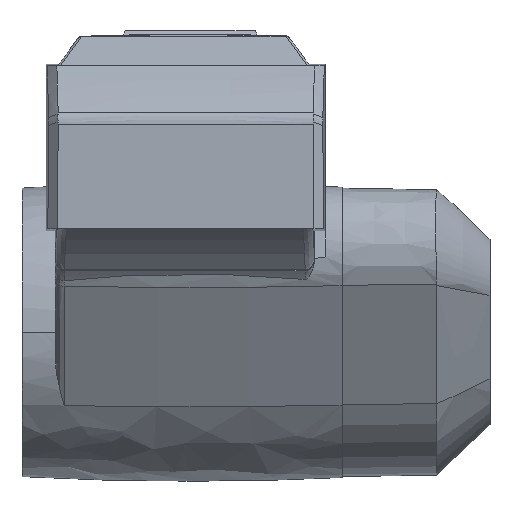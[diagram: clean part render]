
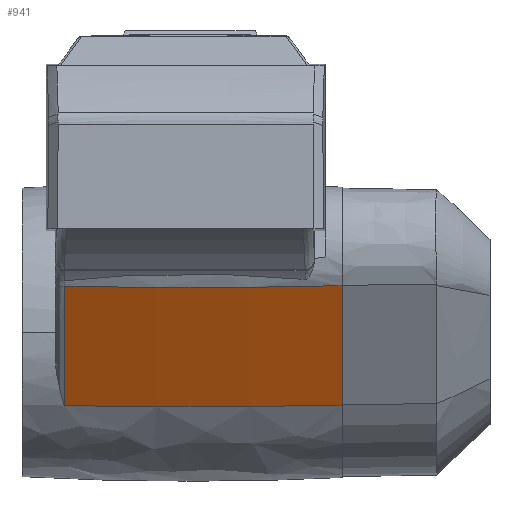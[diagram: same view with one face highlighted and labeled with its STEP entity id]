
A CAD part, left-side view. The second image highlights one B-rep face of the part: STEP entity #941.
In plain terms, the highlighted free-form (B-spline) face has degree [3, 3] with [4, 4] control points.
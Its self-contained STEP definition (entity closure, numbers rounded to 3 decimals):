
#36 = DIRECTION ( 'NONE',  ( 0., -0.866, 0.5 ) ) ;
#95 = EDGE_CURVE ( 'NONE', #349, #806, #3950, .T. ) ;
#179 = CARTESIAN_POINT ( 'NONE',  ( -38.287, 24.932, -105.772 ) ) ;
#223 = CIRCLE ( 'NONE', #648, 1600. ) ;
#239 = CARTESIAN_POINT ( 'NONE',  ( -188.5, 25.256, -105.211 ) ) ;
#283 = LINE ( 'NONE', #1692, #754 ) ;
#349 = VERTEX_POINT ( 'NONE', #2490 ) ;
#559 = CARTESIAN_POINT ( 'NONE',  ( -88.35, 23.864, -107.622 ) ) ;
#637 = CARTESIAN_POINT ( 'NONE',  ( -38.287, -18.068, -80.946 ) ) ;
#648 = AXIS2_PLACEMENT_3D ( 'NONE', #1019, #3092, #1504 ) ;
#754 = VECTOR ( 'NONE', #36, 1000. ) ;
#806 = VERTEX_POINT ( 'NONE', #2048 ) ;
#917 = ORIENTED_EDGE ( 'NONE', *, *, #2203, .T. ) ;
#941 = ADVANCED_FACE ( 'NONE', ( #2330 ), #1479, .T. ) ;
#1000 = CARTESIAN_POINT ( 'NONE',  ( -138.458, -19.028, -82.609 ) ) ;
#1009 = DIRECTION ( 'NONE',  ( 0., 0.866, -0.5 ) ) ;
#1019 = CARTESIAN_POINT ( 'NONE',  ( -106.5, 824.205, 1278.609 ) ) ;
#1073 = CARTESIAN_POINT ( 'NONE',  ( -88.35, -40.636, -70.383 ) ) ;
#1174 = VERTEX_POINT ( 'NONE', #1481 ) ;
#1479 =( BOUNDED_SURFACE ( )  B_SPLINE_SURFACE ( 3, 3, ( 
 ( #1845, #637, #2277, #3536 ),
 ( #1073, #1810, #2642, #559 ),
 ( #3460, #1000, #4309, #2365 ),
 ( #5221, #2314, #5207, #239 ) ),
 .UNSPECIFIED., .F., .F., .T. ) 
 B_SPLINE_SURFACE_WITH_KNOTS ( ( 4, 4 ),
 ( 4, 4 ),
 ( 0., 1. ),
 ( 0., 74.478 ),
 .UNSPECIFIED. ) 
 GEOMETRIC_REPRESENTATION_ITEM ( )  RATIONAL_B_SPLINE_SURFACE ( (
 ( 1.001, 1.001, 1.001, 1.001),
 ( 1., 1., 1., 1.),
 ( 1., 1., 1., 1.),
 ( 1.001, 1.001, 1.001, 1.001) ) ) 
 REPRESENTATION_ITEM ( '' )  SURFACE ( )  );
#1481 = CARTESIAN_POINT ( 'NONE',  ( -188.5, 25.256, -105.211 ) ) ;
#1504 = DIRECTION ( 'NONE',  ( -0.051, -0.499, -0.865 ) ) ;
#1692 = CARTESIAN_POINT ( 'NONE',  ( -38.287, 24.932, -105.772 ) ) ;
#1810 = CARTESIAN_POINT ( 'NONE',  ( -88.35, -19.136, -82.796 ) ) ;
#1845 = CARTESIAN_POINT ( 'NONE',  ( -38.287, -39.568, -68.533 ) ) ;
#2048 = CARTESIAN_POINT ( 'NONE',  ( -188.5, -39.244, -67.972 ) ) ;
#2075 = AXIS2_PLACEMENT_3D ( 'NONE', #5151, #1009, #3029 ) ;
#2103 = EDGE_LOOP ( 'NONE', ( #3117, #4576, #3858, #917 ) ) ;
#2203 = EDGE_CURVE ( 'NONE', #3758, #349, #283, .T. ) ;
#2277 = CARTESIAN_POINT ( 'NONE',  ( -38.287, 3.432, -93.359 ) ) ;
#2314 = CARTESIAN_POINT ( 'NONE',  ( -188.5, -17.744, -80.385 ) ) ;
#2330 = FACE_OUTER_BOUND ( 'NONE', #2103, .T. ) ;
#2365 = CARTESIAN_POINT ( 'NONE',  ( -138.458, 23.972, -107.435 ) ) ;
#2490 = CARTESIAN_POINT ( 'NONE',  ( -38.287, -39.568, -68.533 ) ) ;
#2642 = CARTESIAN_POINT ( 'NONE',  ( -88.35, 2.364, -95.209 ) ) ;
#3029 = DIRECTION ( 'NONE',  ( 0.043, -0.5, -0.865 ) ) ;
#3092 = DIRECTION ( 'NONE',  ( 0., -0.866, 0.5 ) ) ;
#3117 = ORIENTED_EDGE ( 'NONE', *, *, #95, .T. ) ;
#3400 = VECTOR ( 'NONE', #3914, 1000. ) ;
#3460 = CARTESIAN_POINT ( 'NONE',  ( -138.458, -40.528, -70.196 ) ) ;
#3494 = CARTESIAN_POINT ( 'NONE',  ( -188.5, -39.244, -67.972 ) ) ;
#3536 = CARTESIAN_POINT ( 'NONE',  ( -38.287, 24.932, -105.772 ) ) ;
#3758 = VERTEX_POINT ( 'NONE', #179 ) ;
#3858 = ORIENTED_EDGE ( 'NONE', *, *, #4467, .T. ) ;
#3863 = EDGE_CURVE ( 'NONE', #806, #1174, #4776, .T. ) ;
#3914 = DIRECTION ( 'NONE',  ( 0., 0.866, -0.5 ) ) ;
#3950 = CIRCLE ( 'NONE', #2075, 1600. ) ;
#4309 = CARTESIAN_POINT ( 'NONE',  ( -138.458, 2.472, -95.022 ) ) ;
#4467 = EDGE_CURVE ( 'NONE', #1174, #3758, #223, .T. ) ;
#4576 = ORIENTED_EDGE ( 'NONE', *, *, #3863, .T. ) ;
#4776 = LINE ( 'NONE', #3494, #3400 ) ;
#5151 = CARTESIAN_POINT ( 'NONE',  ( -106.5, 759.705, 1315.848 ) ) ;
#5207 = CARTESIAN_POINT ( 'NONE',  ( -188.5, 3.756, -92.798 ) ) ;
#5221 = CARTESIAN_POINT ( 'NONE',  ( -188.5, -39.244, -67.972 ) ) ;
